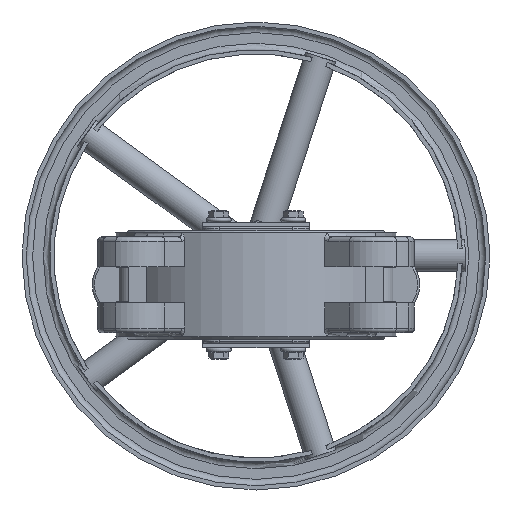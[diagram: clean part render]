
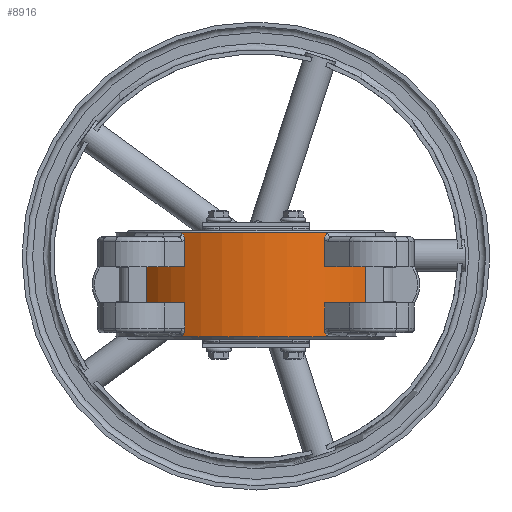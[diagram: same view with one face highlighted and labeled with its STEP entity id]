
A CAD part, front view. The second image highlights one B-rep face of the part: STEP entity #8916.
In plain terms, the highlighted cylindrical face has radius 66 mm (diameter 132 mm), a partial arc.
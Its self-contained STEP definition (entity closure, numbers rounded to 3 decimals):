
#315=B_SPLINE_CURVE_WITH_KNOTS('',3,(#13885,#13886,#13887,#13888,#13889,
#13890,#13891,#13892,#13893,#13894),.UNSPECIFIED.,.F.,.F.,(4,2,2,2,4),(-0.001,
0.,0.12,0.239,0.362),.UNSPECIFIED.);
#318=B_SPLINE_CURVE_WITH_KNOTS('',3,(#13965,#13966,#13967,#13968,#13969,
#13970,#13971,#13972,#13973,#13974),.UNSPECIFIED.,.F.,.F.,(4,2,2,2,4),(0.,
0.116,0.262,0.435,0.436),
 .UNSPECIFIED.);
#356=B_SPLINE_CURVE_WITH_KNOTS('',3,(#15066,#15067,#15068,#15069,#15070,
#15071,#15072,#15073,#15074,#15075),.UNSPECIFIED.,.F.,.F.,(4,2,2,2,4),(-0.001,
0.,0.135,0.249,0.34),.UNSPECIFIED.);
#364=B_SPLINE_CURVE_WITH_KNOTS('',3,(#15268,#15269,#15270,#15271,#15272,
#15273,#15274,#15275,#15276,#15277),.UNSPECIFIED.,.F.,.F.,(4,2,2,2,4),(0.,
0.101,0.229,0.356,0.357),
 .UNSPECIFIED.);
#611=CYLINDRICAL_SURFACE('',#9827,66.);
#868=FACE_OUTER_BOUND('',#1399,.T.);
#1399=EDGE_LOOP('',(#6430,#6431,#6432,#6433,#6434,#6435,#6436,#6437,#6438,
#6439,#6440,#6441,#6442,#6443,#6444,#6445));
#1976=LINE('',#13905,#2578);
#2030=LINE('',#15125,#2632);
#2045=LINE('',#15431,#2647);
#2046=LINE('',#15434,#2648);
#2047=LINE('',#15439,#2649);
#2048=LINE('',#15442,#2650);
#2578=VECTOR('',#10997,10.);
#2632=VECTOR('',#11285,10.);
#2647=VECTOR('',#11396,10.);
#2648=VECTOR('',#11399,10.);
#2649=VECTOR('',#11404,10.);
#2650=VECTOR('',#11407,10.);
#3178=CIRCLE('',#9828,66.);
#3179=CIRCLE('',#9829,66.);
#3180=CIRCLE('',#9830,66.);
#3181=CIRCLE('',#9831,66.);
#3182=CIRCLE('',#9832,66.);
#3183=CIRCLE('',#9833,66.);
#3666=VERTEX_POINT('',#13788);
#3673=VERTEX_POINT('',#13884);
#3675=VERTEX_POINT('',#13903);
#3683=VERTEX_POINT('',#13963);
#3684=VERTEX_POINT('',#13964);
#3780=VERTEX_POINT('',#15064);
#3781=VERTEX_POINT('',#15065);
#3783=VERTEX_POINT('',#15123);
#3800=VERTEX_POINT('',#15266);
#3801=VERTEX_POINT('',#15267);
#3816=VERTEX_POINT('',#15428);
#3817=VERTEX_POINT('',#15430);
#3818=VERTEX_POINT('',#15432);
#3819=VERTEX_POINT('',#15436);
#3820=VERTEX_POINT('',#15438);
#3821=VERTEX_POINT('',#15440);
#4577=EDGE_CURVE('',#3666,#3673,#315,.T.);
#4581=EDGE_CURVE('',#3673,#3675,#1976,.T.);
#4591=EDGE_CURVE('',#3683,#3684,#318,.F.);
#4742=EDGE_CURVE('',#3780,#3781,#356,.T.);
#4747=EDGE_CURVE('',#3783,#3781,#2030,.T.);
#4772=EDGE_CURVE('',#3800,#3801,#364,.F.);
#4803=EDGE_CURVE('',#3675,#3816,#3178,.T.);
#4804=EDGE_CURVE('',#3816,#3817,#2045,.T.);
#4805=EDGE_CURVE('',#3818,#3817,#3179,.T.);
#4806=EDGE_CURVE('',#3801,#3818,#2046,.T.);
#4807=EDGE_CURVE('',#3800,#3780,#3180,.T.);
#4808=EDGE_CURVE('',#3819,#3783,#3181,.T.);
#4809=EDGE_CURVE('',#3819,#3820,#2047,.T.);
#4810=EDGE_CURVE('',#3820,#3821,#3182,.T.);
#4811=EDGE_CURVE('',#3821,#3684,#2048,.T.);
#4812=EDGE_CURVE('',#3666,#3683,#3183,.T.);
#6430=ORIENTED_EDGE('',*,*,#4581,.T.);
#6431=ORIENTED_EDGE('',*,*,#4803,.T.);
#6432=ORIENTED_EDGE('',*,*,#4804,.T.);
#6433=ORIENTED_EDGE('',*,*,#4805,.F.);
#6434=ORIENTED_EDGE('',*,*,#4806,.F.);
#6435=ORIENTED_EDGE('',*,*,#4772,.F.);
#6436=ORIENTED_EDGE('',*,*,#4807,.T.);
#6437=ORIENTED_EDGE('',*,*,#4742,.T.);
#6438=ORIENTED_EDGE('',*,*,#4747,.F.);
#6439=ORIENTED_EDGE('',*,*,#4808,.F.);
#6440=ORIENTED_EDGE('',*,*,#4809,.T.);
#6441=ORIENTED_EDGE('',*,*,#4810,.T.);
#6442=ORIENTED_EDGE('',*,*,#4811,.T.);
#6443=ORIENTED_EDGE('',*,*,#4591,.F.);
#6444=ORIENTED_EDGE('',*,*,#4812,.F.);
#6445=ORIENTED_EDGE('',*,*,#4577,.T.);
#8916=ADVANCED_FACE('',(#868),#611,.T.);
#9827=AXIS2_PLACEMENT_3D('',#15427,#11392,#11393);
#9828=AXIS2_PLACEMENT_3D('',#15429,#11394,#11395);
#9829=AXIS2_PLACEMENT_3D('',#15433,#11397,#11398);
#9830=AXIS2_PLACEMENT_3D('',#15435,#11400,#11401);
#9831=AXIS2_PLACEMENT_3D('',#15437,#11402,#11403);
#9832=AXIS2_PLACEMENT_3D('',#15441,#11405,#11406);
#9833=AXIS2_PLACEMENT_3D('',#15443,#11408,#11409);
#10997=DIRECTION('',(0.,0.,-1.));
#11285=DIRECTION('',(0.,0.,-1.));
#11392=DIRECTION('center_axis',(0.,0.,1.));
#11393=DIRECTION('ref_axis',(-1.,0.,0.));
#11394=DIRECTION('center_axis',(0.,0.,-1.));
#11395=DIRECTION('ref_axis',(1.,0.,0.));
#11396=DIRECTION('',(0.,0.,-1.));
#11397=DIRECTION('center_axis',(0.,0.,-1.));
#11398=DIRECTION('ref_axis',(1.,0.,0.));
#11399=DIRECTION('',(0.,0.,1.));
#11400=DIRECTION('center_axis',(0.,0.,1.));
#11401=DIRECTION('ref_axis',(1.,0.,0.));
#11402=DIRECTION('center_axis',(0.,0.,-1.));
#11403=DIRECTION('ref_axis',(1.,0.,0.));
#11404=DIRECTION('',(0.,0.,1.));
#11405=DIRECTION('center_axis',(0.,0.,-1.));
#11406=DIRECTION('ref_axis',(1.,0.,0.));
#11407=DIRECTION('',(0.,0.,1.));
#11408=DIRECTION('center_axis',(0.,0.,1.));
#11409=DIRECTION('ref_axis',(-1.,0.,0.));
#13788=CARTESIAN_POINT('',(-56.798,33.615,24.5));
#13884=CARTESIAN_POINT('',(-57.575,32.266,21.389));
#13885=CARTESIAN_POINT('Ctrl Pts',(-56.798,33.615,24.5));
#13886=CARTESIAN_POINT('Ctrl Pts',(-56.799,33.613,24.498));
#13887=CARTESIAN_POINT('Ctrl Pts',(-56.801,33.611,24.496));
#13888=CARTESIAN_POINT('Ctrl Pts',(-56.946,33.365,24.214));
#13889=CARTESIAN_POINT('Ctrl Pts',(-57.077,33.139,23.926));
#13890=CARTESIAN_POINT('Ctrl Pts',(-57.307,32.74,23.283));
#13891=CARTESIAN_POINT('Ctrl Pts',(-57.402,32.574,22.939));
#13892=CARTESIAN_POINT('Ctrl Pts',(-57.537,32.334,22.19));
#13893=CARTESIAN_POINT('Ctrl Pts',(-57.575,32.266,21.792));
#13894=CARTESIAN_POINT('Ctrl Pts',(-57.575,32.266,21.389));
#13903=CARTESIAN_POINT('',(-57.575,32.266,8.5));
#13905=CARTESIAN_POINT('',(-57.575,32.266,0.));
#13963=CARTESIAN_POINT('',(-55.985,-34.953,24.5));
#13964=CARTESIAN_POINT('',(-56.887,-33.464,21.229));
#13965=CARTESIAN_POINT('Ctrl Pts',(-56.887,-33.464,
21.229));
#13966=CARTESIAN_POINT('Ctrl Pts',(-56.887,-33.464,
21.617));
#13967=CARTESIAN_POINT('Ctrl Pts',(-56.848,-33.53,
21.999));
#13968=CARTESIAN_POINT('Ctrl Pts',(-56.694,-33.791,22.821));
#13969=CARTESIAN_POINT('Ctrl Pts',(-56.57,-33.999,
23.203));
#13970=CARTESIAN_POINT('Ctrl Pts',(-56.315,-34.419,23.859));
#13971=CARTESIAN_POINT('Ctrl Pts',(-56.158,-34.675,24.177));
#13972=CARTESIAN_POINT('Ctrl Pts',(-55.987,-34.949,
24.496));
#13973=CARTESIAN_POINT('Ctrl Pts',(-55.986,-34.951,
24.498));
#13974=CARTESIAN_POINT('Ctrl Pts',(-55.985,-34.953,
24.5));
#15064=CARTESIAN_POINT('',(-55.985,-34.953,-24.5));
#15065=CARTESIAN_POINT('',(-56.887,-33.464,-21.229));
#15066=CARTESIAN_POINT('Ctrl Pts',(-55.985,-34.953,
-24.5));
#15067=CARTESIAN_POINT('Ctrl Pts',(-55.986,-34.951,
-24.498));
#15068=CARTESIAN_POINT('Ctrl Pts',(-55.987,-34.949,
-24.496));
#15069=CARTESIAN_POINT('Ctrl Pts',(-56.158,-34.675,
-24.177));
#15070=CARTESIAN_POINT('Ctrl Pts',(-56.315,-34.419,
-23.859));
#15071=CARTESIAN_POINT('Ctrl Pts',(-56.57,-33.999,
-23.203));
#15072=CARTESIAN_POINT('Ctrl Pts',(-56.694,-33.791,
-22.821));
#15073=CARTESIAN_POINT('Ctrl Pts',(-56.848,-33.53,
-21.999));
#15074=CARTESIAN_POINT('Ctrl Pts',(-56.887,-33.464,
-21.617));
#15075=CARTESIAN_POINT('Ctrl Pts',(-56.887,-33.464,
-21.229));
#15123=CARTESIAN_POINT('',(-56.887,-33.464,-8.5));
#15125=CARTESIAN_POINT('',(-56.887,-33.464,0.));
#15266=CARTESIAN_POINT('',(-56.798,33.615,-24.5));
#15267=CARTESIAN_POINT('',(-57.575,32.266,-21.389));
#15268=CARTESIAN_POINT('Ctrl Pts',(-57.575,32.266,-21.389));
#15269=CARTESIAN_POINT('Ctrl Pts',(-57.575,32.266,-21.726));
#15270=CARTESIAN_POINT('Ctrl Pts',(-57.549,32.313,-22.06));
#15271=CARTESIAN_POINT('Ctrl Pts',(-57.438,32.511,-22.791));
#15272=CARTESIAN_POINT('Ctrl Pts',(-57.342,32.68,-23.171));
#15273=CARTESIAN_POINT('Ctrl Pts',(-57.099,33.102,-23.877));
#15274=CARTESIAN_POINT('Ctrl Pts',(-56.958,33.344,-24.19));
#15275=CARTESIAN_POINT('Ctrl Pts',(-56.801,33.611,-24.496));
#15276=CARTESIAN_POINT('Ctrl Pts',(-56.799,33.613,-24.498));
#15277=CARTESIAN_POINT('Ctrl Pts',(-56.798,33.615,-24.5));
#15427=CARTESIAN_POINT('Origin',(0.,0.,0.));
#15428=CARTESIAN_POINT('',(-41.25,51.521,8.5));
#15429=CARTESIAN_POINT('Origin',(0.,0.,8.5));
#15430=CARTESIAN_POINT('',(-41.25,51.521,-8.5));
#15431=CARTESIAN_POINT('',(-41.25,51.521,0.));
#15432=CARTESIAN_POINT('',(-57.575,32.266,-8.5));
#15433=CARTESIAN_POINT('Origin',(0.,0.,-8.5));
#15434=CARTESIAN_POINT('',(-57.575,32.266,0.));
#15435=CARTESIAN_POINT('Origin',(0.,0.,-24.5));
#15436=CARTESIAN_POINT('',(-41.25,-51.521,-8.5));
#15437=CARTESIAN_POINT('Origin',(0.,0.,-8.5));
#15438=CARTESIAN_POINT('',(-41.25,-51.521,8.5));
#15439=CARTESIAN_POINT('',(-41.25,-51.521,0.));
#15440=CARTESIAN_POINT('',(-56.887,-33.464,8.5));
#15441=CARTESIAN_POINT('Origin',(0.,0.,8.5));
#15442=CARTESIAN_POINT('',(-56.887,-33.464,0.));
#15443=CARTESIAN_POINT('Origin',(0.,0.,24.5));
